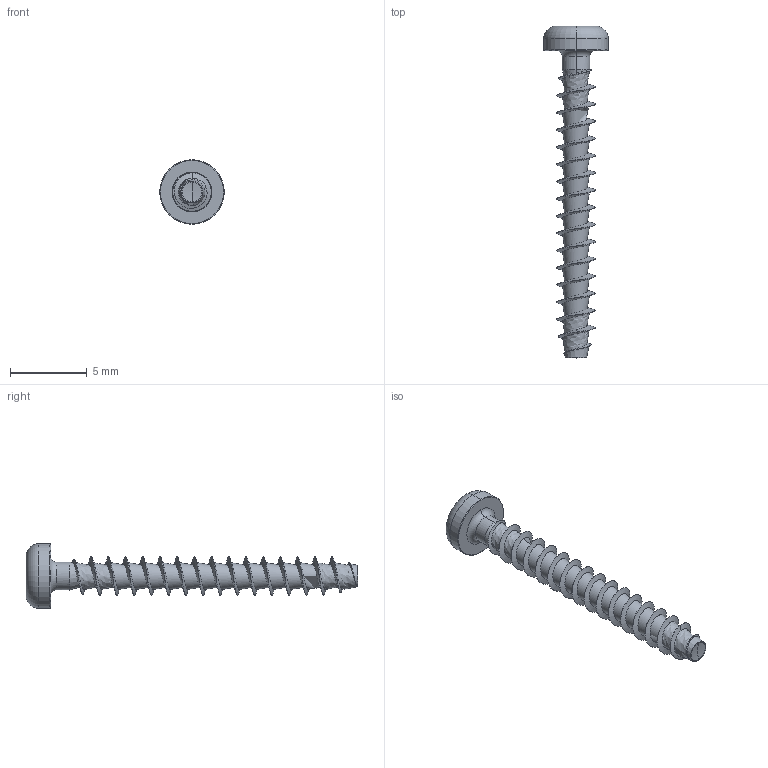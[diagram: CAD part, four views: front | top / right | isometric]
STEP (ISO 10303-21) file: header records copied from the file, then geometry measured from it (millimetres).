
FILE_DESCRIPTION (( 'STEP AP203' ), '1' );
FILE_NAME ('STP39A0250200.STEP', '2017-11-16T16:05:18', ( '' ), ( '' ), 'SwSTEP 2.0', 'SolidWorks 2015', '' );
FILE_SCHEMA (( 'CONFIG_CONTROL_DESIGN' ));
Length unit declared in the file: millimetre
Products named in the file (1): STP39A0250200
Bounding box: 4.2 x 21.6 x 4.2 mm (x, y, z)
Volume: 63 mm3; surface area: 226.8 mm2
Topology: 1 solids, 1 shells, 81 faces, 193 edges, 114 vertices
Faces by surface type: bspline 32, cylinder 25, cone 12, torus 6, sphere 4, plane 2
Entity records: 16079 total; most frequent: CARTESIAN_POINT 14405, ORIENTED_EDGE 382, DIRECTION 261, EDGE_CURVE 191, VERTEX_POINT 114, AXIS2_PLACEMENT_3D 110, B_SPLINE_CURVE_WITH_KNOTS 90, EDGE_LOOP 83
